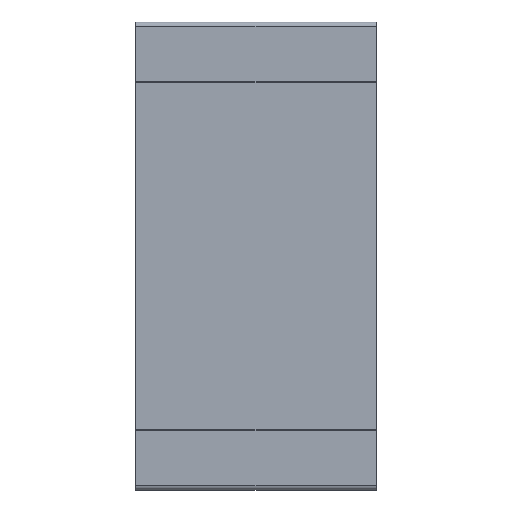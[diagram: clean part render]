
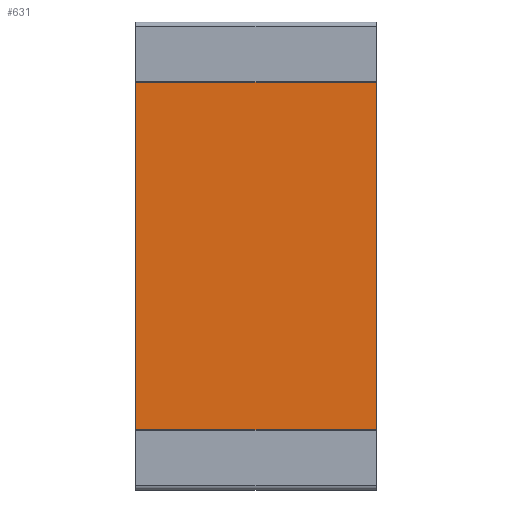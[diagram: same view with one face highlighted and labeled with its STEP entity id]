
A CAD part, front view. The second image highlights one B-rep face of the part: STEP entity #631.
In plain terms, the highlighted planar face has unit normal (0, -1, 0).
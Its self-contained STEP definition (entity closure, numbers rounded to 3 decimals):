
#129 = EDGE_CURVE ( 'NONE', #3415, #5836, #6542, .T. ) ;
#417 = EDGE_LOOP ( 'NONE', ( #4838, #5239, #2203, #3863 ) ) ;
#631 = ADVANCED_FACE ( 'NONE', ( #6226 ), #3548, .T. ) ;
#1266 = VECTOR ( 'NONE', #6679, 1000. ) ;
#1824 = DIRECTION ( 'NONE',  ( 1., 0., 0. ) ) ;
#1988 = CARTESIAN_POINT ( 'NONE',  ( 0.8, -0.225, -1.45 ) ) ;
#2203 = ORIENTED_EDGE ( 'NONE', *, *, #4204, .F. ) ;
#2602 = VECTOR ( 'NONE', #3798, 1000. ) ;
#2783 = CARTESIAN_POINT ( 'NONE',  ( -0.8, -0.225, 1.45 ) ) ;
#2876 = VERTEX_POINT ( 'NONE', #1988 ) ;
#2939 = DIRECTION ( 'NONE',  ( 0., 0., -1. ) ) ;
#3021 = LINE ( 'NONE', #5082, #1266 ) ;
#3028 = CARTESIAN_POINT ( 'NONE',  ( 0., -0.225, 0. ) ) ;
#3404 = VERTEX_POINT ( 'NONE', #4519 ) ;
#3415 = VERTEX_POINT ( 'NONE', #3915 ) ;
#3477 = DIRECTION ( 'NONE',  ( 0., 0., -1. ) ) ;
#3548 = PLANE ( 'NONE',  #5433 ) ;
#3798 = DIRECTION ( 'NONE',  ( -1., 0., 0. ) ) ;
#3863 = ORIENTED_EDGE ( 'NONE', *, *, #4498, .F. ) ;
#3915 = CARTESIAN_POINT ( 'NONE',  ( -0.8, -0.225, 1.45 ) ) ;
#4204 = EDGE_CURVE ( 'NONE', #3404, #3415, #3021, .T. ) ;
#4389 = CARTESIAN_POINT ( 'NONE',  ( -0.8, -0.225, -1.45 ) ) ;
#4392 = VECTOR ( 'NONE', #2939, 1000. ) ;
#4451 = CARTESIAN_POINT ( 'NONE',  ( 0.8, -0.225, 1.45 ) ) ;
#4498 = EDGE_CURVE ( 'NONE', #2876, #3404, #6459, .T. ) ;
#4519 = CARTESIAN_POINT ( 'NONE',  ( -0.8, -0.225, -1.45 ) ) ;
#4750 = VECTOR ( 'NONE', #1824, 1000. ) ;
#4838 = ORIENTED_EDGE ( 'NONE', *, *, #5524, .F. ) ;
#5082 = CARTESIAN_POINT ( 'NONE',  ( -0.8, -0.225, 1.45 ) ) ;
#5239 = ORIENTED_EDGE ( 'NONE', *, *, #129, .F. ) ;
#5433 = AXIS2_PLACEMENT_3D ( 'NONE', #3028, #6290, #3477 ) ;
#5524 = EDGE_CURVE ( 'NONE', #5836, #2876, #6628, .T. ) ;
#5836 = VERTEX_POINT ( 'NONE', #4451 ) ;
#6173 = CARTESIAN_POINT ( 'NONE',  ( 0.8, -0.225, 1.45 ) ) ;
#6226 = FACE_OUTER_BOUND ( 'NONE', #417, .T. ) ;
#6290 = DIRECTION ( 'NONE',  ( 0., -1., 0. ) ) ;
#6459 = LINE ( 'NONE', #4389, #2602 ) ;
#6542 = LINE ( 'NONE', #2783, #4750 ) ;
#6628 = LINE ( 'NONE', #6173, #4392 ) ;
#6679 = DIRECTION ( 'NONE',  ( 0., 0., 1. ) ) ;
